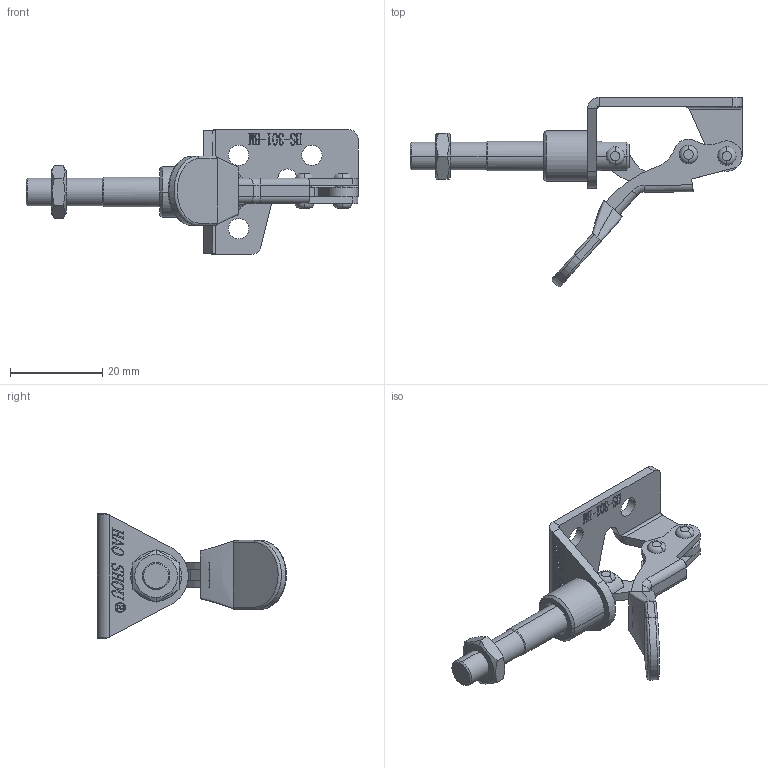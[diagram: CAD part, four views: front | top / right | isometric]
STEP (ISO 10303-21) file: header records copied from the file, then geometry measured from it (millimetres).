
FILE_DESCRIPTION (( 'STEP AP203' ), '1' );
FILE_NAME ('HS-301-BM.STEP', '2022-07-12T03:20:56', ( '微软用户' ), ( '微软中国' ), 'SwSTEP 2.0', 'SolidWorks 2012', '' );
FILE_SCHEMA (( 'CONFIG_CONTROL_DESIGN' ));
Length unit declared in the file: millimetre
Products named in the file (9): HS-301-BM; hex thin nuts-grades ab-chamfered gb_GB_FASTENER_NUT_STNAB M6-N; 挴裝; 种2; 种1; 忒梟; 忒參; 蟀裝; 菁釱
Assembly tree (9 placements, depth 2):
  HS-301-BM
    菁釱
    蟀裝
    忒參
    忒梟
    种1  x2
    种2
    挴裝
    hex thin nuts-grades ab-chamfered gb_GB_FASTENER_NUT_STNAB M6-N
Bounding box: 72 x 41 x 27 mm (x, y, z)
Volume: 5758.5 mm3; surface area: 6677.5 mm2
Topology: 9 solids, 9 shells, 559 faces, 1488 edges, 979 vertices
Faces by surface type: plane 301, bspline 142, cylinder 81, cone 19, torus 16
Entity records: 25296 total; most frequent: CARTESIAN_POINT 11388, ORIENTED_EDGE 2940, DIRECTION 2193, EDGE_CURVE 1470, VERTEX_POINT 967, LINE 965, VECTOR 965, AXIS2_PLACEMENT_3D 614
